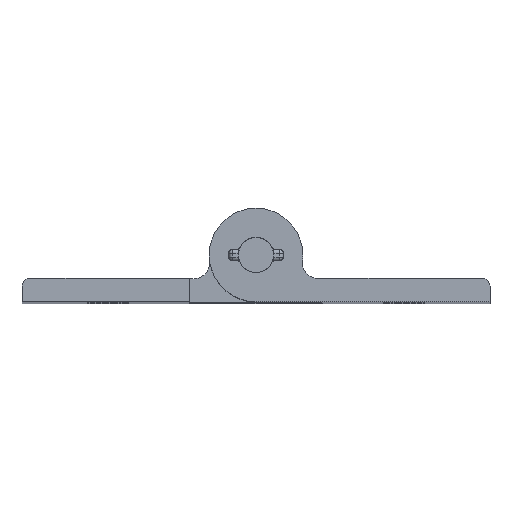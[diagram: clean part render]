
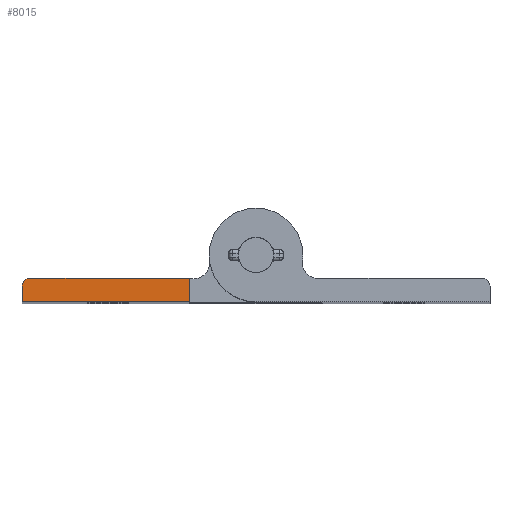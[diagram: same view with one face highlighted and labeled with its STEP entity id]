
A CAD part, top view. The second image highlights one B-rep face of the part: STEP entity #8015.
In plain terms, the highlighted planar face has unit normal (0, 0, 1).
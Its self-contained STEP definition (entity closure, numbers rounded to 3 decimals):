
#273 = CARTESIAN_POINT ( 'NONE',  ( -8.5, -3., 75. ) ) ;
#275 = CARTESIAN_POINT ( 'NONE',  ( -29., -3., 75. ) ) ;
#276 = CARTESIAN_POINT ( 'NONE',  ( -30., -4., 75. ) ) ;
#280 = CARTESIAN_POINT ( 'NONE',  ( -30., -6., 75. ) ) ;
#283 = CARTESIAN_POINT ( 'NONE',  ( -8.5, -6., 75. ) ) ;
#916 = VERTEX_POINT ( 'NONE', #273 ) ;
#918 = VERTEX_POINT ( 'NONE', #275 ) ;
#919 = VERTEX_POINT ( 'NONE', #276 ) ;
#923 = VERTEX_POINT ( 'NONE', #280 ) ;
#926 = VERTEX_POINT ( 'NONE', #283 ) ;
#1640 = EDGE_LOOP ( 'NONE', ( #1778, #1780, #1779, #1781, #1782 ) ) ;
#1778 = ORIENTED_EDGE ( 'NONE', *, *, #7715, .T. ) ;
#1779 = ORIENTED_EDGE ( 'NONE', *, *, #7716, .T. ) ;
#1780 = ORIENTED_EDGE ( 'NONE', *, *, #7714, .T. ) ;
#1781 = ORIENTED_EDGE ( 'NONE', *, *, #7717, .T. ) ;
#1782 = ORIENTED_EDGE ( 'NONE', *, *, #7718, .T. ) ;
#2850 = LINE ( 'NONE', #3983, #4706 ) ;
#2851 = LINE ( 'NONE', #3985, #4708 ) ;
#2852 = LINE ( 'NONE', #3990, #4710 ) ;
#2853 = LINE ( 'NONE', #3992, #4711 ) ;
#3050 = FACE_OUTER_BOUND ( 'NONE', #1640, .T. ) ;
#3983 = CARTESIAN_POINT ( 'NONE',  ( -29., -3., 75. ) ) ;
#3984 = DIRECTION ( 'NONE',  ( -1., 0., 0. ) ) ;
#3985 = CARTESIAN_POINT ( 'NONE',  ( -8.5, -78., 75. ) ) ;
#3986 = DIRECTION ( 'NONE',  ( 0., 1., 0. ) ) ;
#3987 = CARTESIAN_POINT ( 'NONE',  ( -29., -4., 75. ) ) ;
#3988 = DIRECTION ( 'NONE',  ( 0., 0., 1. ) ) ;
#3989 = DIRECTION ( 'NONE',  ( -1., 0., 0. ) ) ;
#3990 = CARTESIAN_POINT ( 'NONE',  ( -30., -6., 75. ) ) ;
#3991 = DIRECTION ( 'NONE',  ( 0., -1., 0. ) ) ;
#3992 = CARTESIAN_POINT ( 'NONE',  ( 0., -6., 75. ) ) ;
#3993 = DIRECTION ( 'NONE',  ( 1., 0., 0. ) ) ;
#4705 = CIRCLE ( 'NONE', #4709, 1. ) ;
#4706 = VECTOR ( 'NONE', #3984, 1000. ) ;
#4708 = VECTOR ( 'NONE', #3986, 1000. ) ;
#4709 = AXIS2_PLACEMENT_3D ( 'NONE', #3987, #3988, #3989 ) ;
#4710 = VECTOR ( 'NONE', #3991, 1000. ) ;
#4711 = VECTOR ( 'NONE', #3993, 1000. ) ;
#5210 = PLANE ( 'NONE',  #6154 ) ;
#5211 = CARTESIAN_POINT ( 'NONE',  ( -7.937, -1., 75. ) ) ;
#5212 = DIRECTION ( 'NONE',  ( 0., 0., 1. ) ) ;
#5213 = DIRECTION ( 'NONE',  ( 1., 0., 0. ) ) ;
#6154 = AXIS2_PLACEMENT_3D ( 'NONE', #5211, #5212, #5213 ) ;
#7714 = EDGE_CURVE ( 'NONE', #916, #918, #2850, .T. ) ;
#7715 = EDGE_CURVE ( 'NONE', #926, #916, #2851, .T. ) ;
#7716 = EDGE_CURVE ( 'NONE', #918, #919, #4705, .T. ) ;
#7717 = EDGE_CURVE ( 'NONE', #919, #923, #2852, .T. ) ;
#7718 = EDGE_CURVE ( 'NONE', #923, #926, #2853, .T. ) ;
#8015 = ADVANCED_FACE ( 'NONE', ( #3050 ), #5210, .T. ) ;
